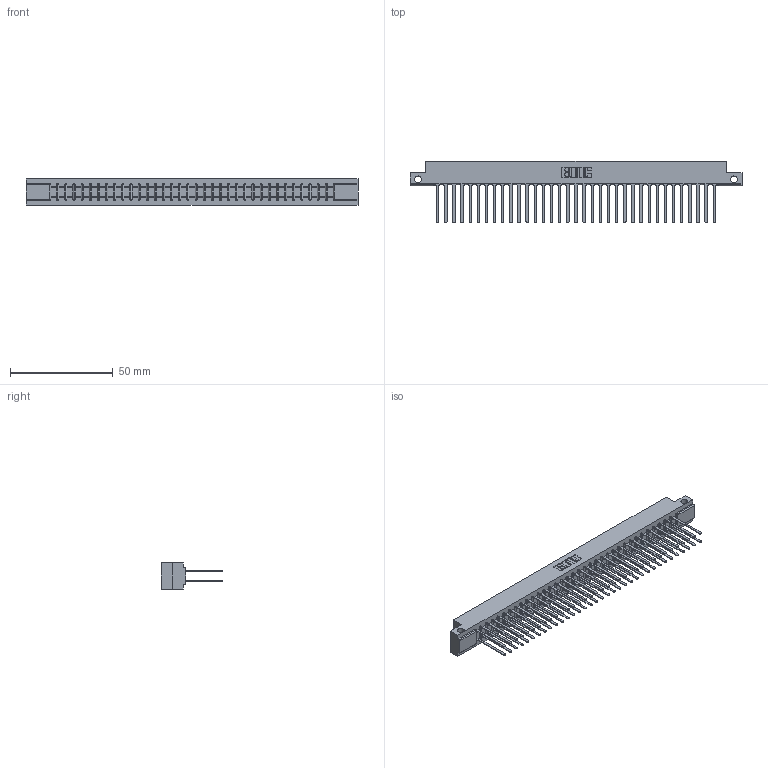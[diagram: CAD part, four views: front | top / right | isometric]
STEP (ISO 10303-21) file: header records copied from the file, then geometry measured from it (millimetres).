
FILE_DESCRIPTION (( 'STEP AP203' ), '1' );
FILE_NAME ('307-070-440-212.STEP', '2020-10-01T00:12:03', ( '' ), ( '' ), 'SwSTEP 2.0', 'SolidWorks 2020', '' );
FILE_SCHEMA (( 'CONFIG_CONTROL_DESIGN' ));
Length unit declared in the file: inch
Products named in the file (3): 307-070-440-212; 307-290-001_540; 307 Part_.128 Dia Side Mounting Holes
Assembly tree (71 placements, depth 2):
  307-070-440-212
    307 Part_.128 Dia Side Mounting Holes
    307-290-001_540  x70
Bounding box: 161.7 x 30 x 12.7 mm (x, y, z)
Volume: 17393.6 mm3; surface area: 23461.2 mm2
Topology: 71 solids, 71 shells, 3374 faces, 9423 edges, 6090 vertices
Faces by surface type: plane 2240, cylinder 1062, sphere 72
Entity records: 31958 total; most frequent: CARTESIAN_POINT 5227, ORIENTED_EDGE 5178, DIRECTION 5123, EDGE_CURVE 2589, VECTOR 1983, LINE 1983, VERTEX_POINT 1674, AXIS2_PLACEMENT_3D 1570
